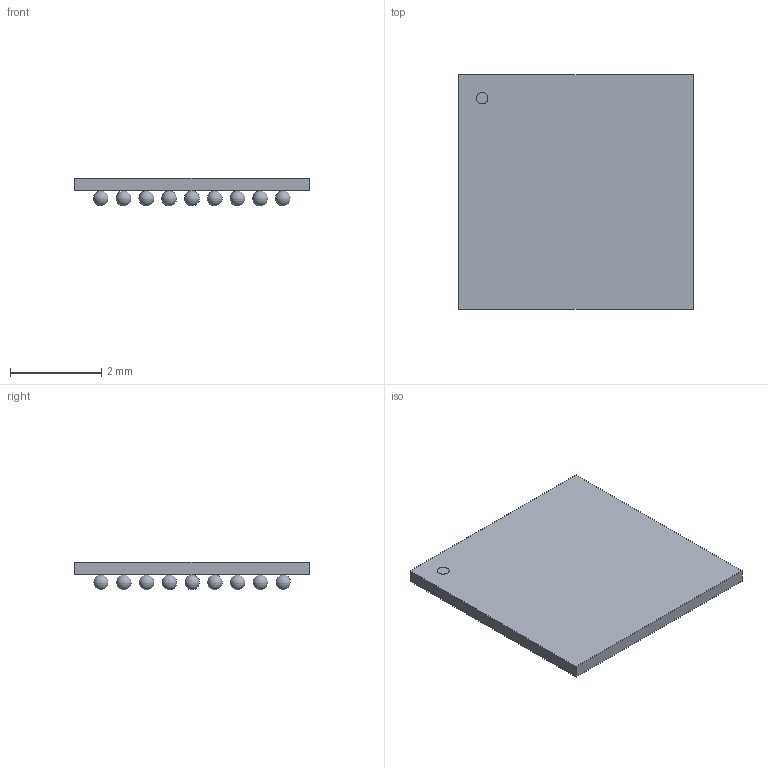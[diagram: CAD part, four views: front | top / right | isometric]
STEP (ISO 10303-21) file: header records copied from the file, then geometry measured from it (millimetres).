
FILE_DESCRIPTION(('STEP AP214'),'1');
FILE_NAME('UFBGA73','2020-05-20T16:07:58',(''),(''),'','','');
FILE_SCHEMA(('AUTOMOTIVE_DESIGN'));
Length unit declared in the file: millimetre
Products named in the file (1): product
Bounding box: 5.16 x 5.16 x 0.61 mm (x, y, z)
Volume: 8.8 mm3; surface area: 84.1 mm2
Topology: 75 solids, 75 shells, 82 faces, 234 edges, 156 vertices
Faces by surface type: sphere 73, plane 8, cylinder 1
Full cylindrical faces by diameter (mm): 0.258 x1
Entity records: 913 total; most frequent: DIRECTION 184, CARTESIAN_POINT 96, AXIS2_PLACEMENT_3D 86, STYLED_ITEM 82, ADVANCED_FACE 82, MANIFOLD_SOLID_BREP 75, CLOSED_SHELL 75, SPHERICAL_SURFACE 73
